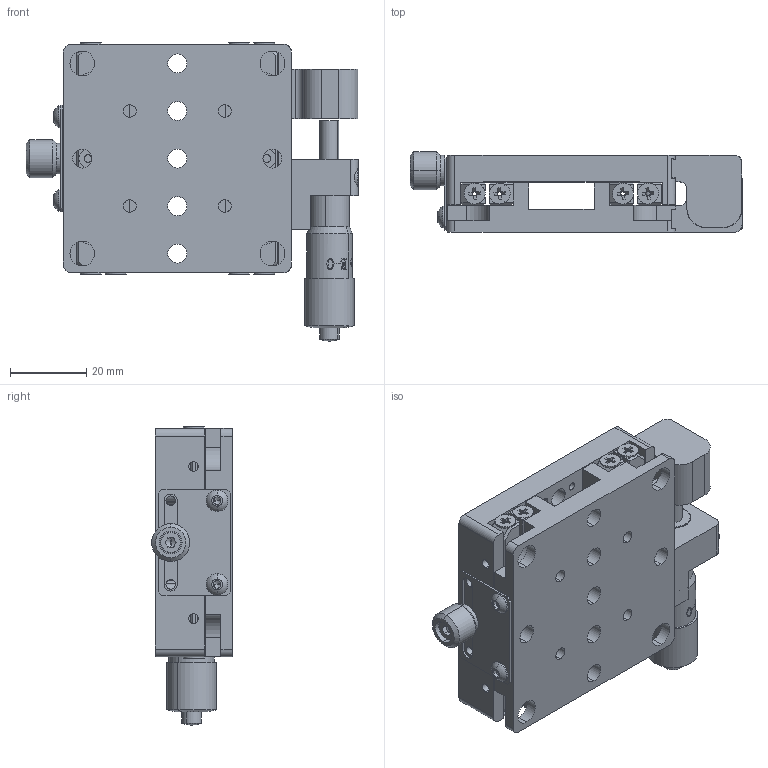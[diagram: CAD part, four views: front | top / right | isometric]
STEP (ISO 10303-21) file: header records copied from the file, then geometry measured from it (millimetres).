
FILE_DESCRIPTION (( 'STEP AP214' ), '1' );
FILE_NAME ('06PTS-0.5M.STEP', '2018-05-30T08:37:38', ( '' ), ( '' ), 'SwSTEP 2.0', 'SolidWorks 2016', '' );
FILE_SCHEMA (( 'AUTOMOTIVE_DESIGN' ));
Length unit declared in the file: millimetre
Products named in the file (1): 06PTS-0.5M
Bounding box: 87.3 x 21.2 x 78.4 mm (x, y, z)
Surface area: 33467.5 mm2 (no closed solid volume)
Topology: 0 solids, 37 shells, 666 faces, 2522 edges, 1839 vertices
Faces by surface type: plane 371, cylinder 192, cone 74, bspline 15, torus 10, sphere 4
Entity records: 38955 total; most frequent: CARTESIAN_POINT 11067, DIRECTION 4090, ORIENTED_EDGE 3882, EDGE_CURVE 2510, VERTEX_POINT 1839, AXIS2_PLACEMENT_3D 1381, VECTOR 1328, LINE 1328
